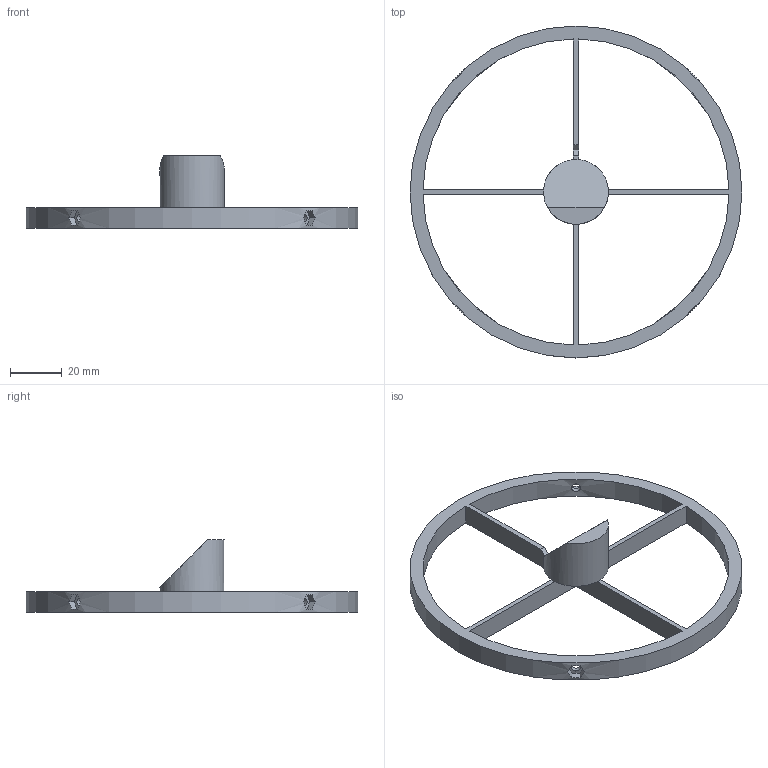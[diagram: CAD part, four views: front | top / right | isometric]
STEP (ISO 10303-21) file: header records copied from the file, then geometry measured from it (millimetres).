
FILE_DESCRIPTION(/* description */ (''),/* implementation_level */ '2;1');
FILE_NAME(/* name */ 'Secondary_Spider.step',/* time_stamp */ '2026-01-01T12:04:04-05:00',/* author */ (''),/* organization */ (''),/* preprocessor_version */ 'ST-DEVELOPER v20.1',/* originating_system */ 'Autodesk Translation Framework v14.21.0.0',/* authorisation */ '');
FILE_SCHEMA (('AUTOMOTIVE_DESIGN { 1 0 10303 214 3 1 1 }'));
Length unit declared in the file: millimetre
Products named in the file (1): Secondary_Spider
Bounding box: 128 x 128 x 28 mm (x, y, z)
Volume: 25366.3 mm3; surface area: 16865.4 mm2
Topology: 1 solids, 1 shells, 62 faces, 166 edges, 100 vertices
Faces by surface type: plane 51, cylinder 11
Full cylindrical faces by diameter (mm): 3.5 x4, 25 x1, 128 x1
Entity records: 2103 total; most frequent: CARTESIAN_POINT 461, DIRECTION 340, ORIENTED_EDGE 332, EDGE_CURVE 166, AXIS2_PLACEMENT_3D 115, LINE 110, VECTOR 110, VERTEX_POINT 100
